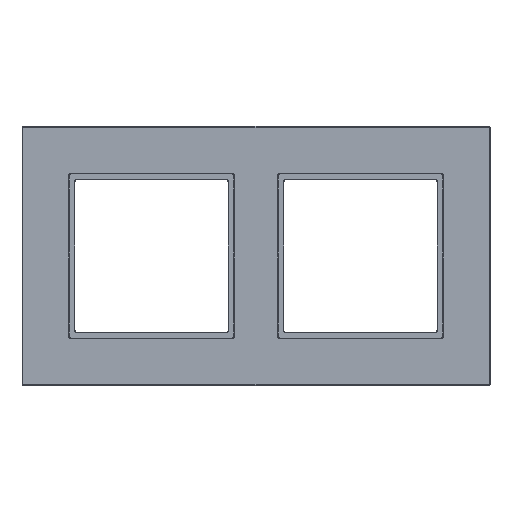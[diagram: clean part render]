
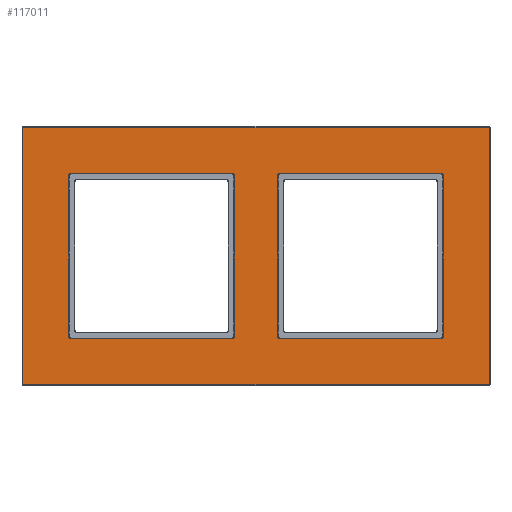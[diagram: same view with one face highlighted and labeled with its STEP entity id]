
A CAD part, top view. The second image highlights one B-rep face of the part: STEP entity #117011.
In plain terms, the highlighted face is planar.
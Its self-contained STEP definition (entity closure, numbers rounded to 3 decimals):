
#116129=DIRECTION('',(0.,0.,-1.));
#116130=VECTOR('',#116129,54.6);
#116131=CARTESIAN_POINT('',(28.1,10.,27.3));
#116132=LINE('5944',#116131,#116130);
#116136=CARTESIAN_POINT('',(27.3,10.,-27.3));
#116137=DIRECTION('',(0.,-1.,0.));
#116138=DIRECTION('',(0.,0.,-1.));
#116139=AXIS2_PLACEMENT_3D('',#116136,#116137,#116138);
#116144=DIRECTION('',(-1.,0.,0.));
#116145=VECTOR('',#116144,54.6);
#116146=CARTESIAN_POINT('',(27.3,10.,-28.1));
#116147=LINE('5945',#116146,#116145);
#116151=CARTESIAN_POINT('',(-27.3,10.,-27.3));
#116152=DIRECTION('',(0.,-1.,0.));
#116153=DIRECTION('',(-1.,0.,0.));
#116154=AXIS2_PLACEMENT_3D('',#116151,#116152,#116153);
#116159=DIRECTION('',(0.,0.,1.));
#116160=VECTOR('',#116159,54.6);
#116161=CARTESIAN_POINT('',(-28.1,10.,-27.3));
#116162=LINE('5946',#116161,#116160);
#116166=CARTESIAN_POINT('',(-27.3,10.,27.3));
#116167=DIRECTION('',(0.,-1.,0.));
#116168=DIRECTION('',(0.,0.,1.));
#116169=AXIS2_PLACEMENT_3D('',#116166,#116167,#116168);
#116174=DIRECTION('',(1.,0.,0.));
#116175=VECTOR('',#116174,54.6);
#116176=CARTESIAN_POINT('',(-27.3,10.,28.1));
#116177=LINE('5947',#116176,#116175);
#116181=CARTESIAN_POINT('',(27.3,10.,27.3));
#116182=DIRECTION('',(0.,-1.,0.));
#116183=DIRECTION('',(1.,0.,0.));
#116184=AXIS2_PLACEMENT_3D('',#116181,#116182,#116183);
#116189=DIRECTION('',(0.,0.,-1.));
#116190=VECTOR('',#116189,54.6);
#116191=CARTESIAN_POINT('',(42.9,10.,27.3));
#116192=LINE('5948',#116191,#116190);
#116196=CARTESIAN_POINT('',(43.7,10.,27.3));
#116197=DIRECTION('',(0.,1.,0.));
#116198=DIRECTION('',(-1.,0.,0.));
#116199=AXIS2_PLACEMENT_3D('',#116196,#116197,#116198);
#116204=DIRECTION('',(-1.,0.,0.));
#116205=VECTOR('',#116204,54.6);
#116206=CARTESIAN_POINT('',(98.3,10.,28.1));
#116207=LINE('5951',#116206,#116205);
#116211=CARTESIAN_POINT('',(98.3,10.,27.3));
#116212=DIRECTION('',(0.,1.,0.));
#116213=DIRECTION('',(0.,0.,1.));
#116214=AXIS2_PLACEMENT_3D('',#116211,#116212,#116213);
#116219=DIRECTION('',(0.,0.,1.));
#116220=VECTOR('',#116219,54.6);
#116221=CARTESIAN_POINT('',(99.1,10.,-27.3));
#116222=LINE('5950',#116221,#116220);
#116226=CARTESIAN_POINT('',(98.3,10.,-27.3));
#116227=DIRECTION('',(0.,1.,0.));
#116228=DIRECTION('',(1.,0.,0.));
#116229=AXIS2_PLACEMENT_3D('',#116226,#116227,#116228);
#116234=DIRECTION('',(1.,0.,0.));
#116235=VECTOR('',#116234,54.6);
#116236=CARTESIAN_POINT('',(43.7,10.,-28.1));
#116237=LINE('5949',#116236,#116235);
#116241=CARTESIAN_POINT('',(43.7,10.,-27.3));
#116242=DIRECTION('',(0.,1.,0.));
#116243=DIRECTION('',(0.,0.,-1.));
#116244=AXIS2_PLACEMENT_3D('',#116241,#116242,#116243);
#116249=DIRECTION('',(1.,0.,0.));
#116250=VECTOR('',#116249,158.4);
#116251=CARTESIAN_POINT('',(-43.7,10.,43.7));
#116252=LINE('6366',#116251,#116250);
#116256=DIRECTION('',(0.,0.,1.));
#116257=VECTOR('',#116256,87.4);
#116258=CARTESIAN_POINT('',(-43.7,10.,-43.7));
#116259=LINE('6369',#116258,#116257);
#116263=DIRECTION('',(-1.,0.,0.));
#116264=VECTOR('',#116263,158.4);
#116265=CARTESIAN_POINT('',(114.7,10.,-43.7));
#116266=LINE('6371',#116265,#116264);
#116270=DIRECTION('',(0.,0.,-1.));
#116271=VECTOR('',#116270,87.4);
#116272=CARTESIAN_POINT('',(114.7,10.,43.7));
#116273=LINE('6372',#116272,#116271);
#116645=CARTESIAN_POINT('',(28.1,10.,27.3));
#116646=CARTESIAN_POINT('',(28.1,10.,-27.3));
#116647=VERTEX_POINT('',#116645);
#116648=VERTEX_POINT('',#116646);
#116649=CARTESIAN_POINT('',(27.3,10.,-28.1));
#116650=CARTESIAN_POINT('',(-27.3,10.,-28.1));
#116651=VERTEX_POINT('',#116649);
#116652=VERTEX_POINT('',#116650);
#116653=CARTESIAN_POINT('',(-28.1,10.,-27.3));
#116654=CARTESIAN_POINT('',(-28.1,10.,27.3));
#116655=VERTEX_POINT('',#116653);
#116656=VERTEX_POINT('',#116654);
#116657=CARTESIAN_POINT('',(-27.3,10.,28.1));
#116658=CARTESIAN_POINT('',(27.3,10.,28.1));
#116659=VERTEX_POINT('',#116657);
#116660=VERTEX_POINT('',#116658);
#116661=CARTESIAN_POINT('',(42.9,10.,27.3));
#116662=CARTESIAN_POINT('',(42.9,10.,-27.3));
#116663=VERTEX_POINT('',#116661);
#116664=VERTEX_POINT('',#116662);
#116665=CARTESIAN_POINT('',(43.7,10.,-28.1));
#116666=CARTESIAN_POINT('',(98.3,10.,-28.1));
#116667=VERTEX_POINT('',#116665);
#116668=VERTEX_POINT('',#116666);
#116669=CARTESIAN_POINT('',(99.1,10.,-27.3));
#116670=CARTESIAN_POINT('',(99.1,10.,27.3));
#116671=VERTEX_POINT('',#116669);
#116672=VERTEX_POINT('',#116670);
#116673=CARTESIAN_POINT('',(98.3,10.,28.1));
#116674=CARTESIAN_POINT('',(43.7,10.,28.1));
#116675=VERTEX_POINT('',#116673);
#116676=VERTEX_POINT('',#116674);
#116701=CARTESIAN_POINT('',(-43.7,10.,43.7));
#116702=CARTESIAN_POINT('',(114.7,10.,43.7));
#116703=VERTEX_POINT('',#116701);
#116704=VERTEX_POINT('',#116702);
#116707=CARTESIAN_POINT('',(-43.7,10.,-43.7));
#116708=VERTEX_POINT('',#116707);
#116709=CARTESIAN_POINT('',(114.7,10.,-43.7));
#116710=VERTEX_POINT('',#116709);
#116968=CARTESIAN_POINT('',(0.,10.,0.));
#116969=DIRECTION('',(0.,1.,0.));
#116970=DIRECTION('',(0.,0.,1.));
#116971=AXIS2_PLACEMENT_3D('',#116968,#116969,#116970);
#116972=PLANE('2493',#116971);
#116974=ORIENTED_EDGE('6366',*,*,#116973,.F.);
#116976=ORIENTED_EDGE('6369',*,*,#116975,.F.);
#116978=ORIENTED_EDGE('6371',*,*,#116977,.F.);
#116980=ORIENTED_EDGE('6372',*,*,#116979,.F.);
#116981=EDGE_LOOP('2493',(#116974,#116976,#116978,#116980));
#116982=FACE_OUTER_BOUND('2493',#116981,.F.);
#116984=ORIENTED_EDGE('5948',*,*,#116983,.F.);
#116986=ORIENTED_EDGE('5959',*,*,#116985,.T.);
#116988=ORIENTED_EDGE('5951',*,*,#116987,.F.);
#116990=ORIENTED_EDGE('5956',*,*,#116989,.T.);
#116992=ORIENTED_EDGE('5950',*,*,#116991,.F.);
#116994=ORIENTED_EDGE('5957',*,*,#116993,.T.);
#116996=ORIENTED_EDGE('5949',*,*,#116995,.F.);
#116998=ORIENTED_EDGE('5958',*,*,#116997,.T.);
#116999=EDGE_LOOP('2493',(#116984,#116986,#116988,#116990,#116992,#116994,
#116996,#116998));
#117000=FACE_BOUND('2493',#116999,.F.);
#117001=ORIENTED_EDGE('5944',*,*,#116808,.T.);
#117002=ORIENTED_EDGE('5954',*,*,#116830,.F.);
#117003=ORIENTED_EDGE('5945',*,*,#116851,.T.);
#117004=ORIENTED_EDGE('5953',*,*,#116872,.F.);
#117005=ORIENTED_EDGE('5946',*,*,#116893,.T.);
#117006=ORIENTED_EDGE('5952',*,*,#116914,.F.);
#117007=ORIENTED_EDGE('5947',*,*,#116935,.T.);
#117008=ORIENTED_EDGE('5955',*,*,#116955,.F.);
#117009=EDGE_LOOP('2493',(#117001,#117002,#117003,#117004,#117005,#117006,
#117007,#117008));
#117010=FACE_BOUND('2493',#117009,.F.);
#117011=ADVANCED_FACE('2493',(#116982,#117000,#117010),#116972,.T.);
#116140=CIRCLE('5954',#116139,0.8);
#116155=CIRCLE('5953',#116154,0.8);
#116170=CIRCLE('5952',#116169,0.8);
#116185=CIRCLE('5955',#116184,0.8);
#116200=CIRCLE('5959',#116199,0.8);
#116215=CIRCLE('5956',#116214,0.8);
#116230=CIRCLE('5957',#116229,0.8);
#116245=CIRCLE('5958',#116244,0.8);
#116808=EDGE_CURVE('5944',#116647,#116648,#116132,.T.);
#116830=EDGE_CURVE('5954',#116651,#116648,#116140,.T.);
#116851=EDGE_CURVE('5945',#116651,#116652,#116147,.T.);
#116872=EDGE_CURVE('5953',#116655,#116652,#116155,.T.);
#116893=EDGE_CURVE('5946',#116655,#116656,#116162,.T.);
#116914=EDGE_CURVE('5952',#116659,#116656,#116170,.T.);
#116935=EDGE_CURVE('5947',#116659,#116660,#116177,.T.);
#116955=EDGE_CURVE('5955',#116647,#116660,#116185,.T.);
#116973=EDGE_CURVE('6366',#116703,#116704,#116252,.T.);
#116975=EDGE_CURVE('6369',#116708,#116703,#116259,.T.);
#116977=EDGE_CURVE('6371',#116710,#116708,#116266,.T.);
#116979=EDGE_CURVE('6372',#116704,#116710,#116273,.T.);
#116983=EDGE_CURVE('5948',#116663,#116664,#116192,.T.);
#116985=EDGE_CURVE('5959',#116663,#116676,#116200,.T.);
#116987=EDGE_CURVE('5951',#116675,#116676,#116207,.T.);
#116989=EDGE_CURVE('5956',#116675,#116672,#116215,.T.);
#116991=EDGE_CURVE('5950',#116671,#116672,#116222,.T.);
#116993=EDGE_CURVE('5957',#116671,#116668,#116230,.T.);
#116995=EDGE_CURVE('5949',#116667,#116668,#116237,.T.);
#116997=EDGE_CURVE('5958',#116667,#116664,#116245,.T.);
